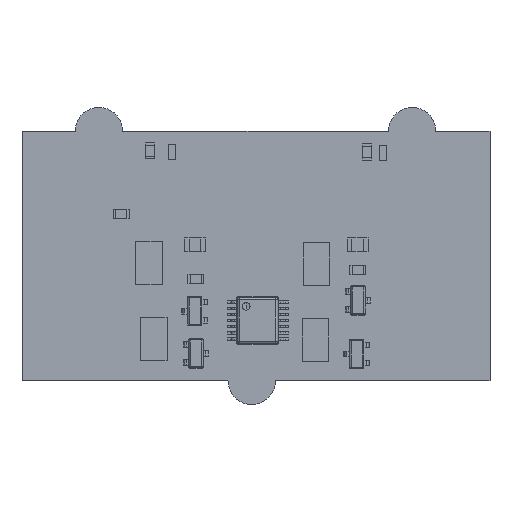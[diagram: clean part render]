
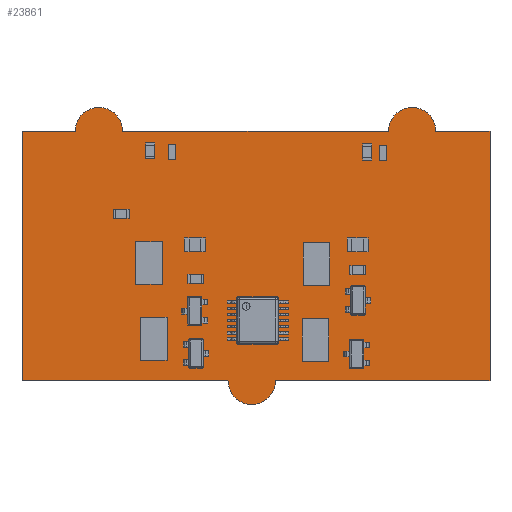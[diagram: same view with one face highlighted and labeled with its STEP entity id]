
A CAD part, top view. The second image highlights one B-rep face of the part: STEP entity #23861.
In plain terms, the highlighted planar face has unit normal (0, 0, 1).
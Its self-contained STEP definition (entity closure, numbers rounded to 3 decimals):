
#23534 = VERTEX_POINT('',#23535);
#23535 = CARTESIAN_POINT('',(86.9,57.9,0.));
#23541 = EDGE_CURVE('',#23534,#23542,#23544,.T.);
#23542 = VERTEX_POINT('',#23543);
#23543 = CARTESIAN_POINT('',(86.9,84.2,0.));
#23544 = LINE('',#23545,#23546);
#23545 = CARTESIAN_POINT('',(86.9,57.9,0.));
#23546 = VECTOR('',#23547,1.);
#23547 = DIRECTION('',(0.,1.,0.));
#23572 = EDGE_CURVE('',#23542,#23573,#23575,.T.);
#23573 = VERTEX_POINT('',#23574);
#23574 = CARTESIAN_POINT('',(92.5,84.2,0.));
#23575 = LINE('',#23576,#23577);
#23576 = CARTESIAN_POINT('',(86.9,84.2,0.));
#23577 = VECTOR('',#23578,1.);
#23578 = DIRECTION('',(1.,0.,0.));
#23603 = EDGE_CURVE('',#23573,#23604,#23606,.T.);
#23604 = VERTEX_POINT('',#23605);
#23605 = CARTESIAN_POINT('',(97.5,84.2,0.));
#23606 = CIRCLE('',#23607,2.5);
#23607 = AXIS2_PLACEMENT_3D('',#23608,#23609,#23610);
#23608 = CARTESIAN_POINT('',(95.,84.2,0.));
#23609 = DIRECTION('',(0.,0.,-1.));
#23610 = DIRECTION('',(-1.,0.,0.));
#23636 = EDGE_CURVE('',#23604,#23637,#23639,.T.);
#23637 = VERTEX_POINT('',#23638);
#23638 = CARTESIAN_POINT('',(125.5,84.2,0.));
#23639 = LINE('',#23640,#23641);
#23640 = CARTESIAN_POINT('',(97.5,84.2,0.));
#23641 = VECTOR('',#23642,1.);
#23642 = DIRECTION('',(1.,0.,0.));
#23667 = EDGE_CURVE('',#23637,#23668,#23670,.T.);
#23668 = VERTEX_POINT('',#23669);
#23669 = CARTESIAN_POINT('',(130.5,84.2,0.));
#23670 = CIRCLE('',#23671,2.5);
#23671 = AXIS2_PLACEMENT_3D('',#23672,#23673,#23674);
#23672 = CARTESIAN_POINT('',(128.,84.2,0.));
#23673 = DIRECTION('',(0.,0.,-1.));
#23674 = DIRECTION('',(-1.,0.,0.));
#23700 = EDGE_CURVE('',#23668,#23701,#23703,.T.);
#23701 = VERTEX_POINT('',#23702);
#23702 = CARTESIAN_POINT('',(136.2,84.2,0.));
#23703 = LINE('',#23704,#23705);
#23704 = CARTESIAN_POINT('',(130.5,84.2,0.));
#23705 = VECTOR('',#23706,1.);
#23706 = DIRECTION('',(1.,0.,0.));
#23731 = EDGE_CURVE('',#23701,#23732,#23734,.T.);
#23732 = VERTEX_POINT('',#23733);
#23733 = CARTESIAN_POINT('',(136.2,57.9,0.));
#23734 = LINE('',#23735,#23736);
#23735 = CARTESIAN_POINT('',(136.2,84.2,0.));
#23736 = VECTOR('',#23737,1.);
#23737 = DIRECTION('',(0.,-1.,0.));
#23762 = EDGE_CURVE('',#23732,#23763,#23765,.T.);
#23763 = VERTEX_POINT('',#23764);
#23764 = CARTESIAN_POINT('',(113.6,57.9,0.));
#23765 = LINE('',#23766,#23767);
#23766 = CARTESIAN_POINT('',(136.2,57.9,0.));
#23767 = VECTOR('',#23768,1.);
#23768 = DIRECTION('',(-1.,0.,0.));
#23793 = EDGE_CURVE('',#23763,#23794,#23796,.T.);
#23794 = VERTEX_POINT('',#23795);
#23795 = CARTESIAN_POINT('',(108.6,57.9,0.));
#23796 = CIRCLE('',#23797,2.5);
#23797 = AXIS2_PLACEMENT_3D('',#23798,#23799,#23800);
#23798 = CARTESIAN_POINT('',(111.1,57.9,0.));
#23799 = DIRECTION('',(0.,0.,-1.));
#23800 = DIRECTION('',(1.,0.,0.));
#23826 = EDGE_CURVE('',#23794,#23534,#23827,.T.);
#23827 = LINE('',#23828,#23829);
#23828 = CARTESIAN_POINT('',(108.6,57.9,0.));
#23829 = VECTOR('',#23830,1.);
#23830 = DIRECTION('',(-1.,0.,0.));
#23861 = ADVANCED_FACE('',(#23862),#23874,.T.);
#23862 = FACE_BOUND('',#23863,.F.);
#23863 = EDGE_LOOP('',(#23864,#23865,#23866,#23867,#23868,#23869,#23870,
    #23871,#23872,#23873));
#23864 = ORIENTED_EDGE('',*,*,#23541,.T.);
#23865 = ORIENTED_EDGE('',*,*,#23572,.T.);
#23866 = ORIENTED_EDGE('',*,*,#23603,.T.);
#23867 = ORIENTED_EDGE('',*,*,#23636,.T.);
#23868 = ORIENTED_EDGE('',*,*,#23667,.T.);
#23869 = ORIENTED_EDGE('',*,*,#23700,.T.);
#23870 = ORIENTED_EDGE('',*,*,#23731,.T.);
#23871 = ORIENTED_EDGE('',*,*,#23762,.T.);
#23872 = ORIENTED_EDGE('',*,*,#23793,.T.);
#23873 = ORIENTED_EDGE('',*,*,#23826,.T.);
#23874 = PLANE('',#23875);
#23875 = AXIS2_PLACEMENT_3D('',#23876,#23877,#23878);
#23876 = CARTESIAN_POINT('',(86.9,57.9,0.));
#23877 = DIRECTION('',(0.,0.,1.));
#23878 = DIRECTION('',(1.,0.,0.));
